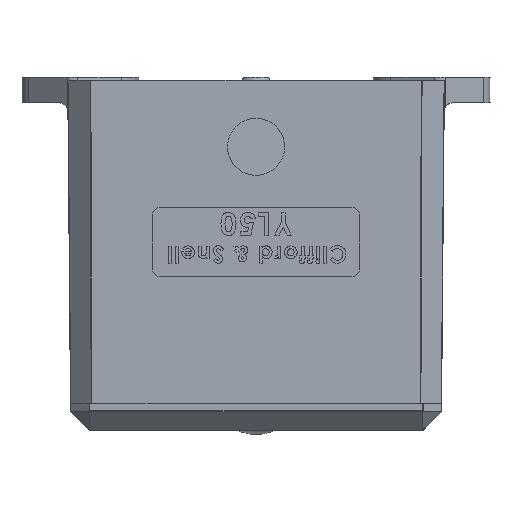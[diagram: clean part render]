
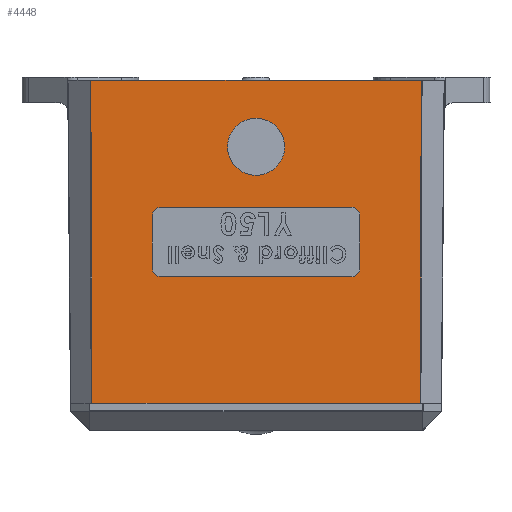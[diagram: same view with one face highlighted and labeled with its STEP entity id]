
A CAD part, front view. The second image highlights one B-rep face of the part: STEP entity #4448.
In plain terms, the highlighted planar face has unit normal (0, -1, -0.009).
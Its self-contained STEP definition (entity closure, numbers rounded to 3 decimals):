
#460 = ORIENTED_EDGE ( 'NONE', *, *, #35406, .F. ) ;
#661 = FACE_OUTER_BOUND ( 'NONE', #16306, .T. ) ;
#691 = CARTESIAN_POINT ( 'NONE',  ( -10.3, -67.808, 92.6 ) ) ;
#2947 = CARTESIAN_POINT ( 'NONE',  ( -10.3, -67.628, 72. ) ) ;
#3593 = CARTESIAN_POINT ( 'NONE',  ( 126.4, -68.017, 116.57 ) ) ;
#3656 = DIRECTION ( 'NONE',  ( 0.004, 0.009, -1. ) ) ;
#4448 = ADVANCED_FACE ( 'NONE', ( #21568, #661 ), #33431, .T. ) ;
#5517 = CARTESIAN_POINT ( 'NONE',  ( 59.4, -67., 0. ) ) ;
#6272 = CARTESIAN_POINT ( 'NONE',  ( 59.234, -67., 0.001 ) ) ;
#6606 = ORIENTED_EDGE ( 'NONE', *, *, #11400, .T. ) ;
#6958 = VERTEX_POINT ( 'NONE', #691 ) ;
#7009 = ORIENTED_EDGE ( 'NONE', *, *, #16401, .F. ) ;
#8788 = LINE ( 'NONE', #14642, #11918 ) ;
#9441 = VECTOR ( 'NONE', #3656, 1000. ) ;
#10264 = VECTOR ( 'NONE', #33841, 1000. ) ;
#10493 = EDGE_CURVE ( 'NONE', #19206, #28090, #8788, .T. ) ;
#11400 = EDGE_CURVE ( 'NONE', #16105, #19206, #36446, .T. ) ;
#11755 = EDGE_CURVE ( 'NONE', #28090, #18291, #26722, .T. ) ;
#11918 = VECTOR ( 'NONE', #26493, 1000. ) ;
#12171 = CARTESIAN_POINT ( 'NONE',  ( 10.3, -67.628, 72. ) ) ;
#12801 = LINE ( 'NONE', #3593, #10264 ) ;
#14642 = CARTESIAN_POINT ( 'NONE',  ( 59.4, -67., 0. ) ) ;
#15241 = EDGE_LOOP ( 'NONE', ( #460, #7009 ) ) ;
#15483 = CARTESIAN_POINT ( 'NONE',  ( 10.3, -67.808, 92.6 ) ) ;
#15575 = AXIS2_PLACEMENT_3D ( 'NONE', #5517, #23650, #23277 ) ;
#16105 = VERTEX_POINT ( 'NONE', #16777 ) ;
#16306 = EDGE_LOOP ( 'NONE', ( #31925, #6606, #32140, #18043 ) ) ;
#16401 = EDGE_CURVE ( 'NONE', #6958, #36392, #17300, .T. ) ;
#16777 = CARTESIAN_POINT ( 'NONE',  ( -59.656, -68.017, 116.57 ) ) ;
#17300 =( BOUNDED_CURVE ( )  B_SPLINE_CURVE ( 3, ( #23860, #2947, #12171, #15483 ),
 .UNSPECIFIED., .F., .F. ) 
 B_SPLINE_CURVE_WITH_KNOTS ( ( 4, 4 ),
 ( 1.571, 4.712 ),
 .UNSPECIFIED. ) 
 CURVE ( )  GEOMETRIC_REPRESENTATION_ITEM ( )  RATIONAL_B_SPLINE_CURVE ( ( 1., 0.333, 0.333, 1. ) ) 
 REPRESENTATION_ITEM ( '' )  );
#17859 =( BOUNDED_CURVE ( )  B_SPLINE_CURVE ( 3, ( #26042, #38326, #23719, #26441 ),
 .UNSPECIFIED., .F., .T. ) 
 B_SPLINE_CURVE_WITH_KNOTS ( ( 4, 4 ),
 ( 4.712, 7.854 ),
 .UNSPECIFIED. ) 
 CURVE ( )  GEOMETRIC_REPRESENTATION_ITEM ( )  RATIONAL_B_SPLINE_CURVE ( ( 1., 0.333, 0.333, 1. ) ) 
 REPRESENTATION_ITEM ( '' )  );
#18043 = ORIENTED_EDGE ( 'NONE', *, *, #11755, .T. ) ;
#18291 = VERTEX_POINT ( 'NONE', #21284 ) ;
#19206 = VERTEX_POINT ( 'NONE', #29329 ) ;
#21284 = CARTESIAN_POINT ( 'NONE',  ( 59.656, -68.017, 116.57 ) ) ;
#21568 = FACE_BOUND ( 'NONE', #15241, .T. ) ;
#23277 = DIRECTION ( 'NONE',  ( 0., 0.009, -1. ) ) ;
#23650 = DIRECTION ( 'NONE',  ( 0., -1., -0.009 ) ) ;
#23719 = CARTESIAN_POINT ( 'NONE',  ( -10.3, -67.988, 113.2 ) ) ;
#23860 = CARTESIAN_POINT ( 'NONE',  ( -10.3, -67.808, 92.6 ) ) ;
#24352 = CARTESIAN_POINT ( 'NONE',  ( -59.233, -66.996, -0.429 ) ) ;
#26042 = CARTESIAN_POINT ( 'NONE',  ( 10.3, -67.808, 92.6 ) ) ;
#26441 = CARTESIAN_POINT ( 'NONE',  ( -10.3, -67.808, 92.6 ) ) ;
#26493 = DIRECTION ( 'NONE',  ( 1., 0., 0. ) ) ;
#26722 = LINE ( 'NONE', #6272, #31216 ) ;
#27307 = DIRECTION ( 'NONE',  ( 0.004, -0.009, 1. ) ) ;
#28090 = VERTEX_POINT ( 'NONE', #32747 ) ;
#28800 = EDGE_CURVE ( 'NONE', #16105, #18291, #12801, .T. ) ;
#29013 = CARTESIAN_POINT ( 'NONE',  ( 10.3, -67.808, 92.6 ) ) ;
#29329 = CARTESIAN_POINT ( 'NONE',  ( -59.234, -67., 0. ) ) ;
#31216 = VECTOR ( 'NONE', #27307, 1000. ) ;
#31925 = ORIENTED_EDGE ( 'NONE', *, *, #28800, .F. ) ;
#32140 = ORIENTED_EDGE ( 'NONE', *, *, #10493, .T. ) ;
#32747 = CARTESIAN_POINT ( 'NONE',  ( 59.234, -67., 0. ) ) ;
#33431 = PLANE ( 'NONE',  #15575 ) ;
#33841 = DIRECTION ( 'NONE',  ( 1., 0., 0. ) ) ;
#35406 = EDGE_CURVE ( 'NONE', #36392, #6958, #17859, .T. ) ;
#36392 = VERTEX_POINT ( 'NONE', #29013 ) ;
#36446 = LINE ( 'NONE', #24352, #9441 ) ;
#38326 = CARTESIAN_POINT ( 'NONE',  ( 10.3, -67.988, 113.2 ) ) ;
